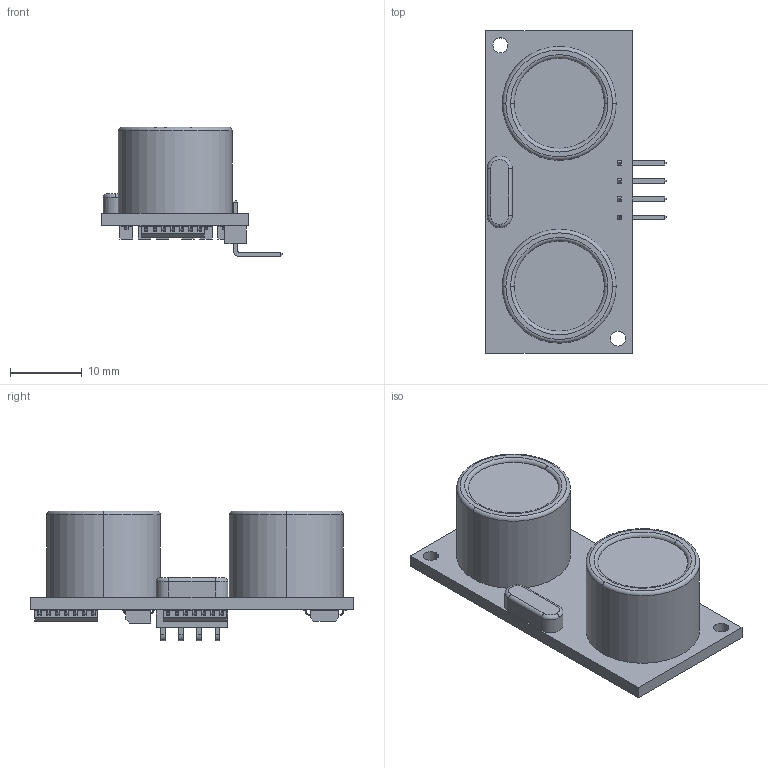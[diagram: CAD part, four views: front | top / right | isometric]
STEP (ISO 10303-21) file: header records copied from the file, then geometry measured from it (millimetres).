
FILE_DESCRIPTION (( 'STEP AP214' ), '1' );
FILE_NAME ('HC-SR04 Ping Sensor Assem.STEP', '2020-11-25T13:34:46', ( '' ), ( '' ), 'SwSTEP 2.0', 'SolidWorks 2018', '' );
FILE_SCHEMA (( 'AUTOMOTIVE_DESIGN' ));
Length unit declared in the file: millimetre
Products named in the file (7): PCB; HC-SR04 Kristal; 3lu pin Pin 90 Derece Pin baglantisi; 14lu SMT pin; HC-SR04 Ping Sensor Assem; Cpu1 SMT; Donusturucu
Assembly tree (14 placements, depth 2):
  HC-SR04 Ping Sensor Assem
    PCB
    Donusturucu  x2
    3lu pin Pin 90 Derece Pin baglantisi
    14lu SMT pin  x3
    Cpu1 SMT  x6
    HC-SR04 Kristal
Bounding box: 25.18 x 45 x 18.07 mm (x, y, z)
Volume: 6620 mm3; surface area: 5009.6 mm2
Topology: 14 solids, 14 shells, 908 faces, 2408 edges, 1592 vertices
Faces by surface type: plane 654, cylinder 243, torus 11
Entity records: 10880 total; most frequent: CARTESIAN_POINT 1850, DIRECTION 1813, ORIENTED_EDGE 1796, EDGE_CURVE 898, LINE 715, VECTOR 715, VERTEX_POINT 586, AXIS2_PLACEMENT_3D 549
